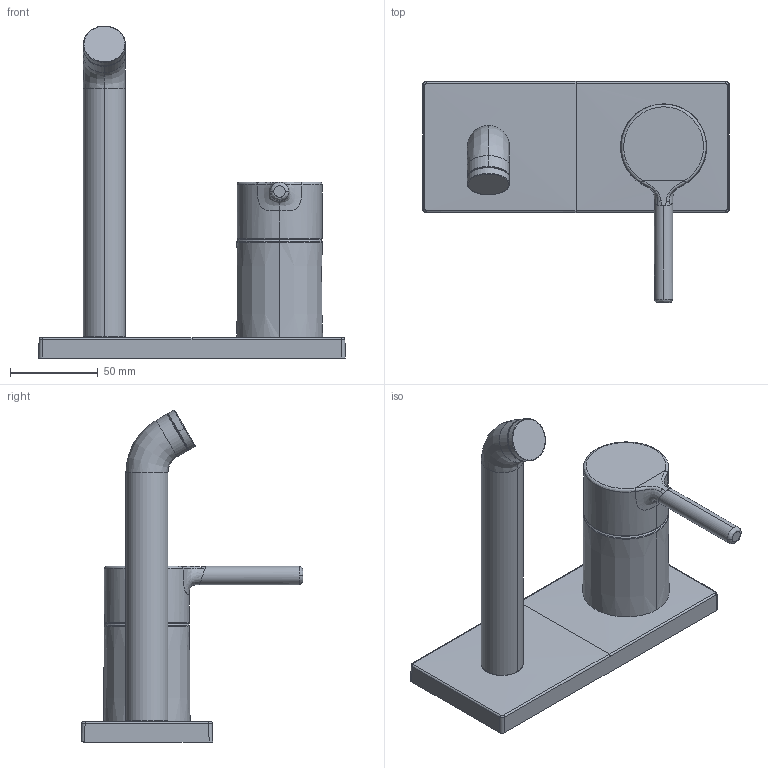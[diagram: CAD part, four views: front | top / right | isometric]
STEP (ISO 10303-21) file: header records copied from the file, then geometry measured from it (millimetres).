
FILE_DESCRIPTION (( 'STEP AP203' ), '1' );
FILE_NAME ('5480210733(2023).STEP', '2023-05-10T11:27:55', ( '' ), ( '' ), 'SwSTEP 2.0', 'SolidWorks 2016', '' );
FILE_SCHEMA (( 'CONFIG_CONTROL_DESIGN' ));
Length unit declared in the file: millimetre
Products named in the file (1): 5480210733(2023)
Bounding box: 175 x 126.5 x 189.54 mm (x, y, z)
Volume: 405358 mm3; surface area: 60786.7 mm2
Topology: 1 solids, 1 shells, 67 faces, 151 edges, 91 vertices
Faces by surface type: bspline 34, cylinder 16, plane 11, cone 2, torus 2, sphere 2
Entity records: 5466 total; most frequent: CARTESIAN_POINT 4158, ORIENTED_EDGE 302, DIRECTION 179, EDGE_CURVE 151, VERTEX_POINT 91, AXIS2_PLACEMENT_3D 76, EDGE_LOOP 72, B_SPLINE_CURVE_WITH_KNOTS 68
